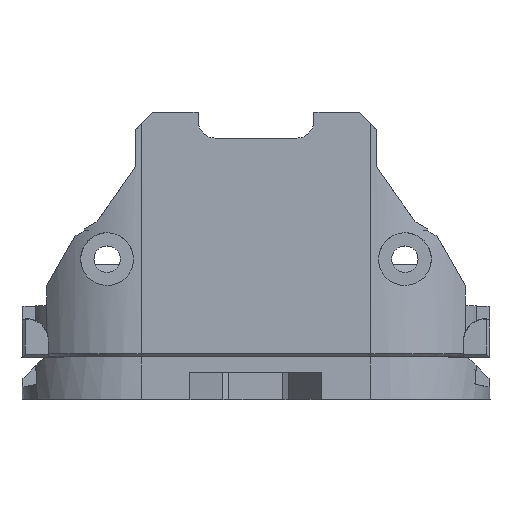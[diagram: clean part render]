
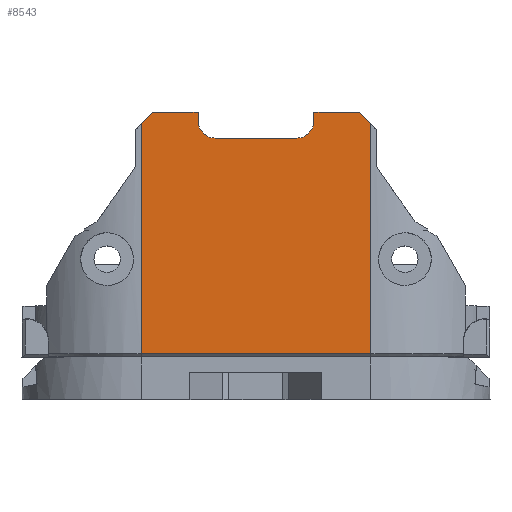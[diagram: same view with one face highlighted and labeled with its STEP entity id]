
A CAD part, top view. The second image highlights one B-rep face of the part: STEP entity #8543.
In plain terms, the highlighted face is planar.
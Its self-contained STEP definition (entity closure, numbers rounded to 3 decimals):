
#223=CIRCLE('',#9102,2.);
#225=CIRCLE('',#9106,2.);
#612=FACE_OUTER_BOUND('',#1082,.T.);
#1082=EDGE_LOOP('',(#6811,#6812,#6813,#6814,#6815,#6816,#6817,#6818,#6819,
#6820,#6821,#6822,#6823,#6824,#6825,#6826));
#1520=LINE('',#12192,#2560);
#2002=LINE('',#13459,#3042);
#2005=LINE('',#13470,#3045);
#2011=LINE('',#13483,#3051);
#2012=LINE('',#13485,#3052);
#2023=LINE('',#13509,#3063);
#2024=LINE('',#13510,#3064);
#2028=LINE('',#13518,#3068);
#2029=LINE('',#13520,#3069);
#2030=LINE('',#13522,#3070);
#2031=LINE('',#13523,#3071);
#2032=LINE('',#13525,#3072);
#2033=LINE('',#13526,#3073);
#2034=LINE('',#13527,#3074);
#2560=VECTOR('',#9762,10.);
#3042=VECTOR('',#10756,10.);
#3045=VECTOR('',#10767,10.);
#3051=VECTOR('',#10775,10.);
#3052=VECTOR('',#10776,10.);
#3063=VECTOR('',#10795,10.);
#3064=VECTOR('',#10796,10.);
#3068=VECTOR('',#10802,10.);
#3069=VECTOR('',#10803,10.);
#3070=VECTOR('',#10804,10.);
#3071=VECTOR('',#10805,10.);
#3072=VECTOR('',#10806,10.);
#3073=VECTOR('',#10807,10.);
#3074=VECTOR('',#10808,10.);
#3586=VERTEX_POINT('',#12175);
#3593=VERTEX_POINT('',#12190);
#3949=VERTEX_POINT('',#13448);
#3950=VERTEX_POINT('',#13450);
#3952=VERTEX_POINT('',#13457);
#3955=VERTEX_POINT('',#13464);
#3956=VERTEX_POINT('',#13466);
#3961=VERTEX_POINT('',#13481);
#3962=VERTEX_POINT('',#13482);
#3963=VERTEX_POINT('',#13484);
#3971=VERTEX_POINT('',#13506);
#3972=VERTEX_POINT('',#13508);
#3975=VERTEX_POINT('',#13517);
#3976=VERTEX_POINT('',#13519);
#3977=VERTEX_POINT('',#13521);
#3978=VERTEX_POINT('',#13524);
#4445=EDGE_CURVE('',#3586,#3593,#1520,.T.);
#4991=EDGE_CURVE('',#3949,#3950,#223,.T.);
#4996=EDGE_CURVE('',#3949,#3952,#2002,.F.);
#4999=EDGE_CURVE('',#3955,#3956,#225,.T.);
#5001=EDGE_CURVE('',#3950,#3955,#2005,.T.);
#5007=EDGE_CURVE('',#3961,#3962,#2011,.T.);
#5008=EDGE_CURVE('',#3962,#3963,#2012,.T.);
#5020=EDGE_CURVE('',#3971,#3972,#2023,.T.);
#5021=EDGE_CURVE('',#3972,#3593,#2024,.T.);
#5025=EDGE_CURVE('',#3975,#3961,#2028,.T.);
#5026=EDGE_CURVE('',#3976,#3975,#2029,.T.);
#5027=EDGE_CURVE('',#3977,#3976,#2030,.T.);
#5028=EDGE_CURVE('',#3586,#3977,#2031,.T.);
#5029=EDGE_CURVE('',#3978,#3971,#2032,.T.);
#5030=EDGE_CURVE('',#3978,#3956,#2033,.F.);
#5031=EDGE_CURVE('',#3963,#3952,#2034,.T.);
#6811=ORIENTED_EDGE('',*,*,#5007,.F.);
#6812=ORIENTED_EDGE('',*,*,#5025,.F.);
#6813=ORIENTED_EDGE('',*,*,#5026,.F.);
#6814=ORIENTED_EDGE('',*,*,#5027,.F.);
#6815=ORIENTED_EDGE('',*,*,#5028,.F.);
#6816=ORIENTED_EDGE('',*,*,#4445,.T.);
#6817=ORIENTED_EDGE('',*,*,#5021,.F.);
#6818=ORIENTED_EDGE('',*,*,#5020,.F.);
#6819=ORIENTED_EDGE('',*,*,#5029,.F.);
#6820=ORIENTED_EDGE('',*,*,#5030,.T.);
#6821=ORIENTED_EDGE('',*,*,#4999,.F.);
#6822=ORIENTED_EDGE('',*,*,#5001,.F.);
#6823=ORIENTED_EDGE('',*,*,#4991,.F.);
#6824=ORIENTED_EDGE('',*,*,#4996,.T.);
#6825=ORIENTED_EDGE('',*,*,#5031,.F.);
#6826=ORIENTED_EDGE('',*,*,#5008,.F.);
#8133=PLANE('',#9113);
#8543=ADVANCED_FACE('',(#612),#8133,.T.);
#9102=AXIS2_PLACEMENT_3D('',#13451,#10748,#10749);
#9106=AXIS2_PLACEMENT_3D('',#13467,#10762,#10763);
#9113=AXIS2_PLACEMENT_3D('',#13516,#10800,#10801);
#9762=DIRECTION('',(0.,0.,1.));
#10748=DIRECTION('center_axis',(0.,-1.,0.));
#10749=DIRECTION('ref_axis',(-0.707,0.,-0.707));
#10756=DIRECTION('',(0.,0.,-1.));
#10762=DIRECTION('center_axis',(0.,-1.,0.));
#10763=DIRECTION('ref_axis',(0.707,0.,-0.707));
#10767=DIRECTION('',(1.,0.,0.));
#10775=DIRECTION('',(0.707,0.,0.707));
#10776=DIRECTION('',(0.707,0.,0.707));
#10795=DIRECTION('',(0.707,0.,-0.707));
#10796=DIRECTION('',(0.707,0.,-0.707));
#10800=DIRECTION('center_axis',(0.,-1.,0.));
#10801=DIRECTION('ref_axis',(1.,0.,0.));
#10802=DIRECTION('',(0.,0.,1.));
#10803=DIRECTION('',(-1.,0.,0.));
#10804=DIRECTION('',(-1.,0.,0.));
#10805=DIRECTION('',(-1.,0.,0.));
#10806=DIRECTION('',(1.,0.,0.));
#10807=DIRECTION('',(0.,0.,1.));
#10808=DIRECTION('',(1.,0.,0.));
#12175=CARTESIAN_POINT('',(13.5,-151.704,82.312));
#12190=CARTESIAN_POINT('',(13.5,-151.704,109.276));
#12192=CARTESIAN_POINT('',(13.5,-151.704,76.912));
#13448=CARTESIAN_POINT('',(-6.812,-151.704,109.63));
#13450=CARTESIAN_POINT('',(-4.812,-151.704,107.63));
#13451=CARTESIAN_POINT('Origin',(-4.812,-151.704,109.63));
#13457=CARTESIAN_POINT('',(-6.812,-151.704,110.636));
#13459=CARTESIAN_POINT('',(-6.812,-151.704,90.6));
#13464=CARTESIAN_POINT('',(4.812,-151.704,107.63));
#13466=CARTESIAN_POINT('',(6.812,-151.704,109.63));
#13467=CARTESIAN_POINT('Origin',(4.812,-151.704,109.63));
#13470=CARTESIAN_POINT('',(-12.041,-151.704,107.63));
#13481=CARTESIAN_POINT('',(-13.5,-151.704,109.276));
#13482=CARTESIAN_POINT('',(-13.49,-151.704,109.286));
#13483=CARTESIAN_POINT('',(-21.411,-151.704,101.365));
#13484=CARTESIAN_POINT('',(-12.14,-151.704,110.636));
#13485=CARTESIAN_POINT('',(-21.411,-151.704,101.365));
#13506=CARTESIAN_POINT('',(12.139,-151.704,110.636));
#13508=CARTESIAN_POINT('',(13.49,-151.704,109.286));
#13509=CARTESIAN_POINT('',(14.66,-151.704,108.115));
#13510=CARTESIAN_POINT('',(14.66,-151.704,108.115));
#13516=CARTESIAN_POINT('Origin',(-13.5,-151.704,76.912));
#13517=CARTESIAN_POINT('',(-13.5,-151.704,82.312));
#13518=CARTESIAN_POINT('',(-13.5,-151.704,76.912));
#13519=CARTESIAN_POINT('',(-13.49,-151.704,82.312));
#13520=CARTESIAN_POINT('',(-12.041,-151.704,82.312));
#13521=CARTESIAN_POINT('',(13.49,-151.704,82.312));
#13522=CARTESIAN_POINT('',(-12.041,-151.704,82.312));
#13523=CARTESIAN_POINT('',(-12.041,-151.704,82.312));
#13524=CARTESIAN_POINT('',(6.812,-151.704,110.636));
#13525=CARTESIAN_POINT('',(-6.75,-151.704,110.636));
#13526=CARTESIAN_POINT('',(6.812,-151.704,90.6));
#13527=CARTESIAN_POINT('',(-6.75,-151.704,110.636));
